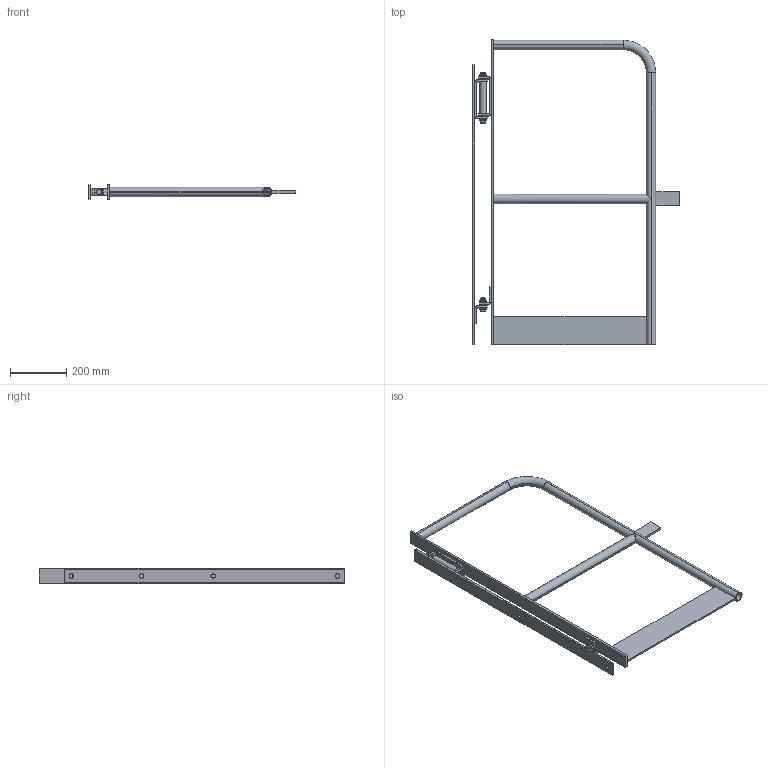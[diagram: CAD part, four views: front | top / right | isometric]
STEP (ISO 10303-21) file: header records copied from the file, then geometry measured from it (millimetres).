
FILE_DESCRIPTION (( 'STEP AP203' ), '1' );
FILE_NAME ('25AXSG05.STEP', '2025-04-03T13:21:35', ( '' ), ( '' ), 'SwSTEP 2.0', 'SolidWorks 2023', '' );
FILE_SCHEMA (( 'CONFIG_CONTROL_DESIGN' ));
Length unit declared in the file: millimetre
Products named in the file (13): Gate Stop^25AXSG05; Kick Plate 100 x 6^25AXSG05; 25AXSG05; 50 x 8 Flat Bar^25AXSG05; Inside Washer^25AXSG05 Assem1; Bottom Hinge^25AXSG05 Assem1; Hinge Plate^25AXSG05 Assem1; Bolt & Nuts^25AXSG05 Assem1; Hinge U-Shape Plates^25AXSG05 Assem1; Spring^25AXSG05 Assem1; 25AXSG05 Assem1; Bolt Washers^25AXSG05 Assem1; Tube Frame 33.7mm^25AXSG05_Default<As Machined>
Assembly tree (12 placements, depth 3):
  25AXSG05
    50 x 8 Flat Bar^25AXSG05
    Kick Plate 100 x 6^25AXSG05
    Tube Frame 33.7mm^25AXSG05_Default<As Machined>
    Gate Stop^25AXSG05
    25AXSG05 Assem1
      Hinge U-Shape Plates^25AXSG05 Assem1
      Bolt Washers^25AXSG05 Assem1
      Inside Washer^25AXSG05 Assem1
      Bolt & Nuts^25AXSG05 Assem1
      Bottom Hinge^25AXSG05 Assem1
      Hinge Plate^25AXSG05 Assem1
      Spring^25AXSG05 Assem1
Bounding box: 739.85 x 1090.5 x 50 mm (x, y, z)
Volume: 1918779.4 mm3; surface area: 864635 mm2
Topology: 30 solids, 30 shells, 502 faces, 1068 edges, 628 vertices
Faces by surface type: plane 253, cone 126, cylinder 119, torus 4
Entity records: 15573 total; most frequent: CARTESIAN_POINT 3208, DIRECTION 2400, ORIENTED_EDGE 2136, EDGE_CURVE 1068, AXIS2_PLACEMENT_3D 904, VERTEX_POINT 628, VECTOR 592, LINE 592
